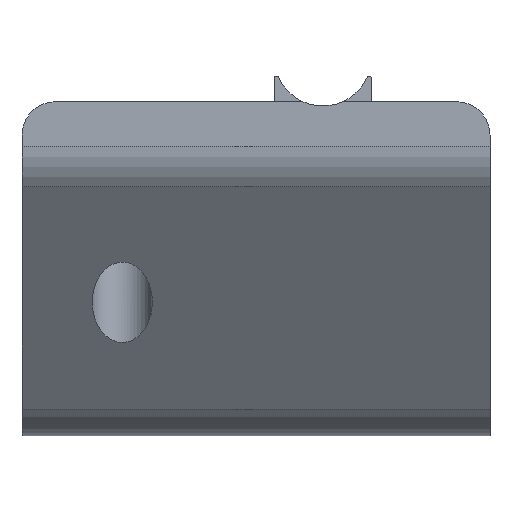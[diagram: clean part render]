
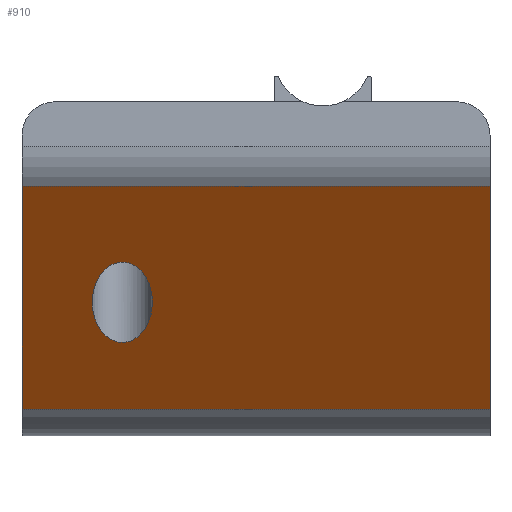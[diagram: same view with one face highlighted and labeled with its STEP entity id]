
A CAD part, left-side view. The second image highlights one B-rep face of the part: STEP entity #910.
In plain terms, the highlighted planar face has unit normal (-0.8, 0, -0.6).
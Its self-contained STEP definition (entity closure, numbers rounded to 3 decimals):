
#32=ELLIPSE('',#1000,1.5,0.9);
#34=FACE_BOUND('',#149,.T.);
#46=PLANE('',#1002);
#90=FACE_OUTER_BOUND('',#148,.T.);
#148=EDGE_LOOP('',(#713,#714,#715,#716));
#149=EDGE_LOOP('',(#717));
#258=LINE('',#1436,#348);
#264=LINE('',#1454,#354);
#266=LINE('',#1461,#356);
#267=LINE('',#1463,#357);
#348=VECTOR('',#1144,10.);
#354=VECTOR('',#1162,10.);
#356=VECTOR('',#1172,10.);
#357=VECTOR('',#1175,10.);
#435=VERTEX_POINT('',#1433);
#436=VERTEX_POINT('',#1435);
#441=VERTEX_POINT('',#1451);
#442=VERTEX_POINT('',#1453);
#443=VERTEX_POINT('',#1457);
#532=EDGE_CURVE('',#436,#435,#258,.T.);
#541=EDGE_CURVE('',#442,#441,#264,.F.);
#544=EDGE_CURVE('',#443,#443,#32,.T.);
#545=EDGE_CURVE('',#442,#435,#266,.T.);
#546=EDGE_CURVE('',#436,#441,#267,.T.);
#713=ORIENTED_EDGE('',*,*,#545,.F.);
#714=ORIENTED_EDGE('',*,*,#541,.T.);
#715=ORIENTED_EDGE('',*,*,#546,.F.);
#716=ORIENTED_EDGE('',*,*,#532,.T.);
#717=ORIENTED_EDGE('',*,*,#544,.T.);
#910=ADVANCED_FACE('',(#90,#34),#46,.T.);
#1000=AXIS2_PLACEMENT_3D('',#1459,#1168,#1169);
#1002=AXIS2_PLACEMENT_3D('',#1462,#1173,#1174);
#1144=DIRECTION('',(-0.6,0.,0.8));
#1162=DIRECTION('',(-0.6,0.,0.8));
#1168=DIRECTION('center_axis',(0.8,0.,0.6));
#1169=DIRECTION('ref_axis',(0.6,0.,-0.8));
#1172=DIRECTION('',(0.,-1.,0.));
#1173=DIRECTION('center_axis',(-0.8,0.,-0.6));
#1174=DIRECTION('ref_axis',(-0.6,0.,0.8));
#1175=DIRECTION('',(0.,1.,0.));
#1433=CARTESIAN_POINT('',(-7.03,1.54,7.467));
#1435=CARTESIAN_POINT('',(-2.03,1.54,0.8));
#1436=CARTESIAN_POINT('',(-4.37,1.54,3.92));
#1451=CARTESIAN_POINT('',(-2.03,15.54,0.8));
#1453=CARTESIAN_POINT('',(-7.03,15.54,7.467));
#1454=CARTESIAN_POINT('',(-2.57,15.54,1.52));
#1457=CARTESIAN_POINT('',(-5.33,12.54,5.2));
#1459=CARTESIAN_POINT('Origin',(-4.43,12.54,4.));
#1461=CARTESIAN_POINT('',(-7.03,10.29,7.467));
#1462=CARTESIAN_POINT('Origin',(-4.43,9.04,4.));
#1463=CARTESIAN_POINT('',(-2.03,7.79,0.8));
